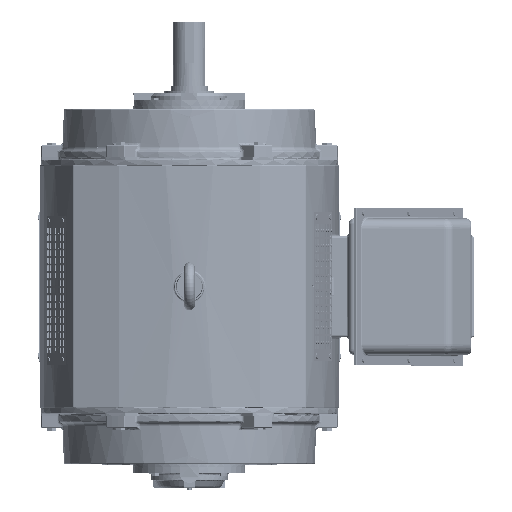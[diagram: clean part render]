
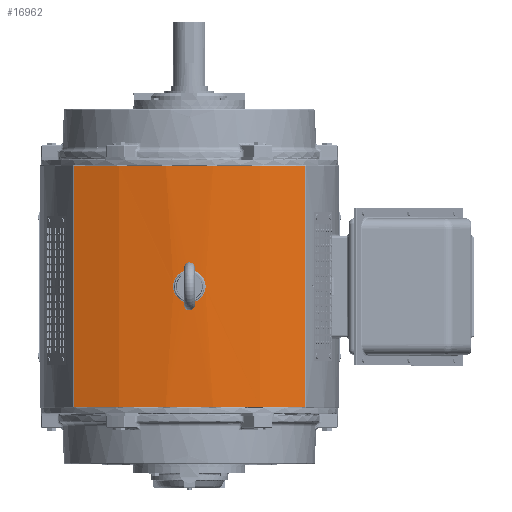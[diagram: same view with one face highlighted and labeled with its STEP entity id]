
A CAD part, top view. The second image highlights one B-rep face of the part: STEP entity #16962.
In plain terms, the highlighted cylindrical face has radius 600 mm (diameter 1200 mm), a partial arc.
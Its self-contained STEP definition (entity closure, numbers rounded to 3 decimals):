
#14562=CARTESIAN_POINT('Vertex',(-216.829,-16.5,239.451)) ;
#14569=CARTESIAN_POINT('Vertex',(-216.829,-468.5,239.451)) ;
#14572=CARTESIAN_POINT('Line Origine',(-216.829,-121.91,239.451)) ;
#16874=CARTESIAN_POINT('Axis2P3D Location',(0.,-129.36,-320.)) ;
#16879=CARTESIAN_POINT('Axis2P3D Location',(0.,-468.5,-320.)) ;
#16883=CARTESIAN_POINT('Vertex',(216.829,-468.5,239.451)) ;
#16886=CARTESIAN_POINT('Line Origine',(216.829,-121.91,239.451)) ;
#16890=CARTESIAN_POINT('Vertex',(216.829,-16.5,239.451)) ;
#16893=CARTESIAN_POINT('Axis2P3D Location',(0.,-16.5,-320.)) ;
#16905=CARTESIAN_POINT('Control Point',(30.348,-242.5,279.232)) ;
#16906=CARTESIAN_POINT('Control Point',(30.348,-246.252,279.232)) ;
#16907=CARTESIAN_POINT('Control Point',(29.774,-250.004,279.261)) ;
#16908=CARTESIAN_POINT('Control Point',(28.626,-253.638,279.319)) ;
#16909=CARTESIAN_POINT('Control Point',(24.326,-262.307,279.522)) ;
#16910=CARTESIAN_POINT('Control Point',(16.967,-268.812,279.788)) ;
#16911=CARTESIAN_POINT('Control Point',(11.61,-271.605,279.93)) ;
#16912=CARTESIAN_POINT('Control Point',(5.805,-273.,280.)) ;
#16913=CARTESIAN_POINT('Control Point',(0.,-273.,280.)) ;
#16914=CARTESIAN_POINT('Vertex',(0.,-273.,280.)) ;
#16916=CARTESIAN_POINT('Vertex',(30.348,-242.5,279.232)) ;
#16920=CARTESIAN_POINT('Control Point',(-30.348,-242.5,279.232)) ;
#16921=CARTESIAN_POINT('Control Point',(-30.348,-246.252,279.232)) ;
#16922=CARTESIAN_POINT('Control Point',(-29.774,-250.004,279.261)) ;
#16923=CARTESIAN_POINT('Control Point',(-28.626,-253.638,279.319)) ;
#16924=CARTESIAN_POINT('Control Point',(-24.326,-262.307,279.522)) ;
#16925=CARTESIAN_POINT('Control Point',(-16.967,-268.812,279.788)) ;
#16926=CARTESIAN_POINT('Control Point',(-11.61,-271.605,279.93)) ;
#16927=CARTESIAN_POINT('Control Point',(-5.805,-273.,280.)) ;
#16928=CARTESIAN_POINT('Control Point',(0.,-273.,280.)) ;
#16929=CARTESIAN_POINT('Vertex',(-30.348,-242.5,279.232)) ;
#16933=CARTESIAN_POINT('Control Point',(-30.348,-242.5,279.232)) ;
#16934=CARTESIAN_POINT('Control Point',(-30.348,-238.748,279.232)) ;
#16935=CARTESIAN_POINT('Control Point',(-29.774,-234.996,279.261)) ;
#16936=CARTESIAN_POINT('Control Point',(-28.626,-231.362,279.319)) ;
#16937=CARTESIAN_POINT('Control Point',(-24.326,-222.693,279.522)) ;
#16938=CARTESIAN_POINT('Control Point',(-16.967,-216.188,279.788)) ;
#16939=CARTESIAN_POINT('Control Point',(-11.61,-213.395,279.93)) ;
#16940=CARTESIAN_POINT('Control Point',(-5.805,-212.,280.)) ;
#16941=CARTESIAN_POINT('Control Point',(0.,-212.,280.)) ;
#16942=CARTESIAN_POINT('Vertex',(0.,-212.,280.)) ;
#16946=CARTESIAN_POINT('Control Point',(30.348,-242.5,279.232)) ;
#16947=CARTESIAN_POINT('Control Point',(30.348,-238.748,279.232)) ;
#16948=CARTESIAN_POINT('Control Point',(29.774,-234.996,279.261)) ;
#16949=CARTESIAN_POINT('Control Point',(28.626,-231.362,279.319)) ;
#16950=CARTESIAN_POINT('Control Point',(24.326,-222.693,279.522)) ;
#16951=CARTESIAN_POINT('Control Point',(16.967,-216.188,279.788)) ;
#16952=CARTESIAN_POINT('Control Point',(11.61,-213.395,279.93)) ;
#16953=CARTESIAN_POINT('Control Point',(5.805,-212.,280.)) ;
#16954=CARTESIAN_POINT('Control Point',(0.,-212.,280.)) ;
#14573=DIRECTION('Vector Direction',(0.,-1.,0.)) ;
#16875=DIRECTION('Axis2P3D Direction',(0.,1.,0.)) ;
#16876=DIRECTION('Axis2P3D XDirection',(0.,0.,1.)) ;
#16880=DIRECTION('Axis2P3D Direction',(0.,1.,0.)) ;
#16887=DIRECTION('Vector Direction',(0.,1.,0.)) ;
#16894=DIRECTION('Axis2P3D Direction',(0.,1.,0.)) ;
#16877=AXIS2_PLACEMENT_3D('Cylinder Axis2P3D',#16874,#16875,#16876) ;
#16881=AXIS2_PLACEMENT_3D('Circle Axis2P3D',#16879,#16880,$) ;
#16895=AXIS2_PLACEMENT_3D('Circle Axis2P3D',#16893,#16894,$) ;
#16899=ORIENTED_EDGE('',*,*,#14576,.F.) ;
#16900=ORIENTED_EDGE('',*,*,#16885,.F.) ;
#16901=ORIENTED_EDGE('',*,*,#16892,.T.) ;
#16902=ORIENTED_EDGE('',*,*,#16897,.T.) ;
#16957=ORIENTED_EDGE('',*,*,#16918,.F.) ;
#16958=ORIENTED_EDGE('',*,*,#16931,.T.) ;
#16959=ORIENTED_EDGE('',*,*,#16944,.F.) ;
#16960=ORIENTED_EDGE('',*,*,#16955,.T.) ;
#16961=FACE_BOUND('',#16956,.T.) ;
#14574=VECTOR('Line Direction',#14573,1.) ;
#16888=VECTOR('Line Direction',#16887,1.) ;
#16962=ADVANCED_FACE('PartBody',(#16903,#16961),#16878,.T.) ;
#16904=B_SPLINE_CURVE_WITH_KNOTS('',5,(#16905,#16906,#16907,#16908,#16909,#16910,#16911,#16912,#16913),.UNSPECIFIED.,.F.,.U.,(6,3,6),(96.62,121.88,161.052),.UNSPECIFIED.) ;
#16919=B_SPLINE_CURVE_WITH_KNOTS('',5,(#16920,#16921,#16922,#16923,#16924,#16925,#16926,#16927,#16928),.UNSPECIFIED.,.F.,.U.,(6,3,6),(96.62,121.88,161.052),.UNSPECIFIED.) ;
#16932=B_SPLINE_CURVE_WITH_KNOTS('',5,(#16933,#16934,#16935,#16936,#16937,#16938,#16939,#16940,#16941),.UNSPECIFIED.,.F.,.U.,(6,3,6),(96.62,121.88,161.052),.UNSPECIFIED.) ;
#16945=B_SPLINE_CURVE_WITH_KNOTS('',5,(#16946,#16947,#16948,#16949,#16950,#16951,#16952,#16953,#16954),.UNSPECIFIED.,.F.,.U.,(6,3,6),(96.62,121.88,161.052),.UNSPECIFIED.) ;
#16882=CIRCLE('generated circle',#16881,600.) ;
#16896=CIRCLE('generated circle',#16895,600.) ;
#16878=CYLINDRICAL_SURFACE('generated cylinder',#16877,600.) ;
#14576=EDGE_CURVE('',#14570,#14563,#14575,.F.) ;
#16885=EDGE_CURVE('',#16884,#14570,#16882,.F.) ;
#16892=EDGE_CURVE('',#16884,#16891,#16889,.T.) ;
#16897=EDGE_CURVE('',#16891,#14563,#16896,.F.) ;
#16918=EDGE_CURVE('',#16915,#16917,#16904,.F.) ;
#16931=EDGE_CURVE('',#16915,#16930,#16919,.F.) ;
#16944=EDGE_CURVE('',#16943,#16930,#16932,.F.) ;
#16955=EDGE_CURVE('',#16943,#16917,#16945,.F.) ;
#16898=EDGE_LOOP('',(#16899,#16900,#16901,#16902)) ;
#16956=EDGE_LOOP('',(#16957,#16958,#16959,#16960)) ;
#16903=FACE_OUTER_BOUND('',#16898,.T.) ;
#14575=LINE('Line',#14572,#14574) ;
#16889=LINE('Line',#16886,#16888) ;
#14563=VERTEX_POINT('',#14562) ;
#14570=VERTEX_POINT('',#14569) ;
#16884=VERTEX_POINT('',#16883) ;
#16891=VERTEX_POINT('',#16890) ;
#16915=VERTEX_POINT('',#16914) ;
#16917=VERTEX_POINT('',#16916) ;
#16930=VERTEX_POINT('',#16929) ;
#16943=VERTEX_POINT('',#16942) ;
